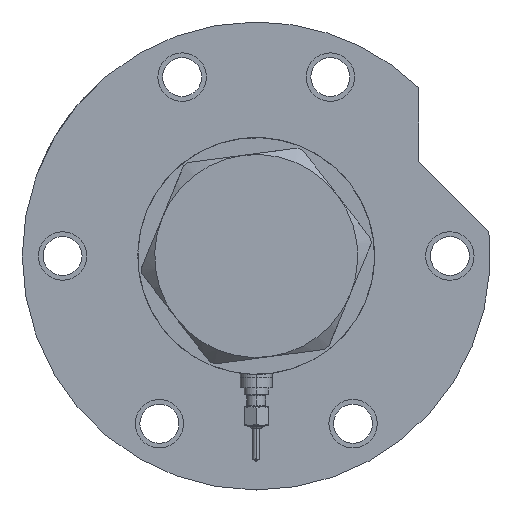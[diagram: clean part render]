
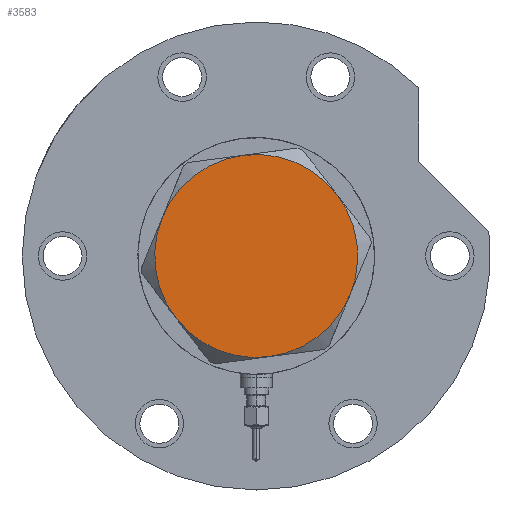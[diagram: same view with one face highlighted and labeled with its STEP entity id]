
A CAD part, left-side view. The second image highlights one B-rep face of the part: STEP entity #3583.
In plain terms, the highlighted face is planar.
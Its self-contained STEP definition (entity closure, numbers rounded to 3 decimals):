
#839 = VERTEX_POINT ( 'NONE', #6166 ) ;
#852 = VERTEX_POINT ( 'NONE', #3914 ) ;
#1037 = DIRECTION ( 'NONE',  ( 0., 0., 1. ) ) ;
#1089 = EDGE_CURVE ( 'NONE', #3993, #852, #2059, .T. ) ;
#1215 = DIRECTION ( 'NONE',  ( 0., 0., 1. ) ) ;
#1508 = DIRECTION ( 'NONE',  ( 0., 0., 1. ) ) ;
#1714 = CARTESIAN_POINT ( 'NONE',  ( -18.875, 32.692, 13. ) ) ;
#1742 = CARTESIAN_POINT ( 'NONE',  ( 0., 0., 13. ) ) ;
#1911 = CARTESIAN_POINT ( 'NONE',  ( 0., 0., 13. ) ) ;
#2041 = VERTEX_POINT ( 'NONE', #1714 ) ;
#2059 = CIRCLE ( 'NONE', #6599, 37.75 ) ;
#2136 = PLANE ( 'NONE',  #2863 ) ;
#2351 = AXIS2_PLACEMENT_3D ( 'NONE', #7060, #1508, #5742 ) ;
#2476 = CIRCLE ( 'NONE', #7026, 37.75 ) ;
#2772 = ORIENTED_EDGE ( 'NONE', *, *, #5940, .T. ) ;
#2792 = ORIENTED_EDGE ( 'NONE', *, *, #3255, .T. ) ;
#2863 = AXIS2_PLACEMENT_3D ( 'NONE', #5498, #1037, #8017 ) ;
#3255 = EDGE_CURVE ( 'NONE', #852, #2041, #2476, .T. ) ;
#3341 = CARTESIAN_POINT ( 'NONE',  ( 37.75, 0., 13. ) ) ;
#3499 = EDGE_CURVE ( 'NONE', #3611, #839, #6383, .T. ) ;
#3575 = CIRCLE ( 'NONE', #7852, 37.75 ) ;
#3583 = ADVANCED_FACE ( 'NONE', ( #5752 ), #2136, .T. ) ;
#3611 = VERTEX_POINT ( 'NONE', #6465 ) ;
#3651 = VERTEX_POINT ( 'NONE', #4178 ) ;
#3914 = CARTESIAN_POINT ( 'NONE',  ( 18.875, 32.692, 13. ) ) ;
#3993 = VERTEX_POINT ( 'NONE', #3341 ) ;
#4064 = CIRCLE ( 'NONE', #2351, 37.75 ) ;
#4178 = CARTESIAN_POINT ( 'NONE',  ( -37.75, 0., 13. ) ) ;
#4243 = DIRECTION ( 'NONE',  ( 1., 0., 0. ) ) ;
#4360 = CIRCLE ( 'NONE', #7612, 37.75 ) ;
#4513 = DIRECTION ( 'NONE',  ( 0., 0., 1. ) ) ;
#4647 = DIRECTION ( 'NONE',  ( 1., 0., 0. ) ) ;
#4700 = DIRECTION ( 'NONE',  ( 0., 0., 1. ) ) ;
#4808 = DIRECTION ( 'NONE',  ( 1., 0., 0. ) ) ;
#4916 = DIRECTION ( 'NONE',  ( 1., 0., 0. ) ) ;
#5010 = ORIENTED_EDGE ( 'NONE', *, *, #1089, .T. ) ;
#5087 = DIRECTION ( 'NONE',  ( 0., 0., 1. ) ) ;
#5342 = AXIS2_PLACEMENT_3D ( 'NONE', #1742, #1215, #4243 ) ;
#5498 = CARTESIAN_POINT ( 'NONE',  ( 0., 0., 13. ) ) ;
#5676 = EDGE_LOOP ( 'NONE', ( #6292, #5010, #2792, #6222, #2772, #6438 ) ) ;
#5742 = DIRECTION ( 'NONE',  ( 1., 0., 0. ) ) ;
#5752 = FACE_OUTER_BOUND ( 'NONE', #5676, .T. ) ;
#5895 = CARTESIAN_POINT ( 'NONE',  ( 0., 0., 13. ) ) ;
#5940 = EDGE_CURVE ( 'NONE', #3651, #3611, #3575, .T. ) ;
#6166 = CARTESIAN_POINT ( 'NONE',  ( 18.875, -32.692, 13. ) ) ;
#6222 = ORIENTED_EDGE ( 'NONE', *, *, #6561, .T. ) ;
#6292 = ORIENTED_EDGE ( 'NONE', *, *, #8031, .T. ) ;
#6383 = CIRCLE ( 'NONE', #5342, 37.75 ) ;
#6438 = ORIENTED_EDGE ( 'NONE', *, *, #3499, .T. ) ;
#6465 = CARTESIAN_POINT ( 'NONE',  ( -18.875, -32.692, 13. ) ) ;
#6561 = EDGE_CURVE ( 'NONE', #2041, #3651, #4360, .T. ) ;
#6599 = AXIS2_PLACEMENT_3D ( 'NONE', #5895, #4700, #4808 ) ;
#6908 = CARTESIAN_POINT ( 'NONE',  ( 0., 0., 13. ) ) ;
#6984 = CARTESIAN_POINT ( 'NONE',  ( 0., 0., 13. ) ) ;
#7010 = DIRECTION ( 'NONE',  ( 1., 0., 0. ) ) ;
#7026 = AXIS2_PLACEMENT_3D ( 'NONE', #6984, #7697, #4647 ) ;
#7060 = CARTESIAN_POINT ( 'NONE',  ( 0., 0., 13. ) ) ;
#7612 = AXIS2_PLACEMENT_3D ( 'NONE', #1911, #4513, #7010 ) ;
#7697 = DIRECTION ( 'NONE',  ( 0., 0., 1. ) ) ;
#7852 = AXIS2_PLACEMENT_3D ( 'NONE', #6908, #5087, #4916 ) ;
#8017 = DIRECTION ( 'NONE',  ( 1., 0., 0. ) ) ;
#8031 = EDGE_CURVE ( 'NONE', #839, #3993, #4064, .T. ) ;
